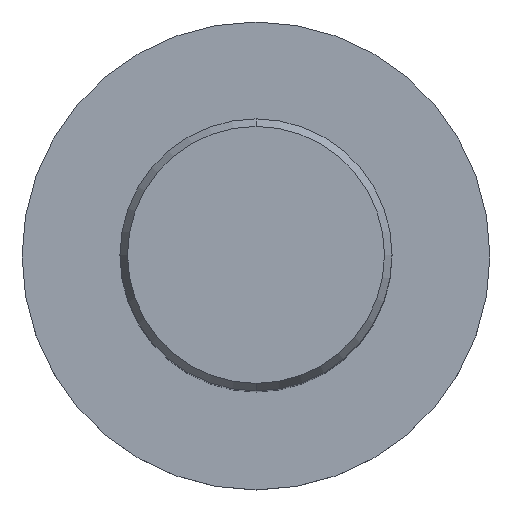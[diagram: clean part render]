
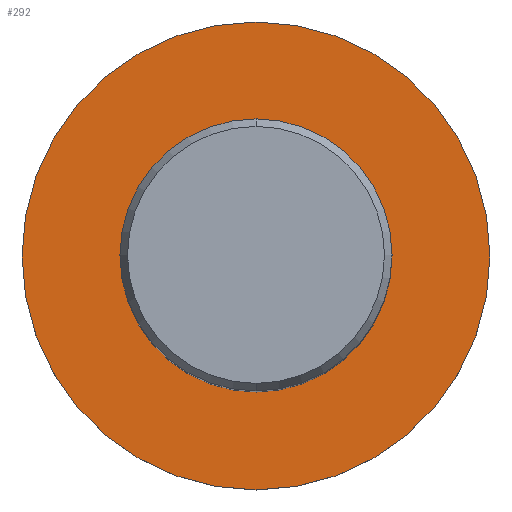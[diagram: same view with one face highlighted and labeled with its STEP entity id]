
A CAD part, top view. The second image highlights one B-rep face of the part: STEP entity #292.
In plain terms, the highlighted planar face has unit normal (0, 0, 1).
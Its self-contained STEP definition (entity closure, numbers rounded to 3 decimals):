
#196=VERTEX_POINT('',#529);
#212=EDGE_CURVE('',#260,#380,#548,.T.);
#260=VERTEX_POINT('',#606);
#292=ADVANCED_FACE('',(#639,#640),#641,.T.);
#314=VERTEX_POINT('',#665);
#328=EDGE_CURVE('',#380,#260,#680,.T.);
#380=VERTEX_POINT('',#736);
#458=EDGE_CURVE('',#196,#314,#820,.T.);
#492=EDGE_CURVE('',#314,#196,#856,.T.);
#529=CARTESIAN_POINT('',(0.0,12.5,-56.0));
#548=CIRCLE('',#938,21.5);
#606=CARTESIAN_POINT('',(0.0,21.5,-56.0));
#639=FACE_BOUND('',#1099,.T.);
#640=FACE_OUTER_BOUND('',#1100,.T.);
#641=PLANE('',#1101);
#665=CARTESIAN_POINT('',(0.,-12.5,-56.0));
#680=CIRCLE('',#1201,21.5);
#736=CARTESIAN_POINT('',(0.,-21.5,-56.0));
#820=CIRCLE('',#1497,12.5);
#856=CIRCLE('',#1559,12.5);
#938=AXIS2_PLACEMENT_3D('',#1608,#1609,#1610);
#1099=EDGE_LOOP('',(#1735,#1736));
#1100=EDGE_LOOP('',(#1737,#1738));
#1101=AXIS2_PLACEMENT_3D('',#1739,#1740,#1741);
#1201=AXIS2_PLACEMENT_3D('',#1780,#1781,#1782);
#1497=AXIS2_PLACEMENT_3D('',#1937,#1938,#1939);
#1559=AXIS2_PLACEMENT_3D('',#1969,#1970,#1971);
#1608=CARTESIAN_POINT('',(0.0,0.0,-56.0));
#1609=DIRECTION('',(0.0,0.0,-1.0));
#1610=DIRECTION('',(0.0,1.0,0.0));
#1735=ORIENTED_EDGE('',*,*,#458,.T.);
#1736=ORIENTED_EDGE('',*,*,#492,.T.);
#1737=ORIENTED_EDGE('',*,*,#212,.F.);
#1738=ORIENTED_EDGE('',*,*,#328,.F.);
#1739=CARTESIAN_POINT('',(0.0,10.75,-56.0));
#1740=DIRECTION('',(-0.0,0.0,1.0));
#1741=DIRECTION('',(0.0,-1.0,0.0));
#1780=CARTESIAN_POINT('',(0.0,0.0,-56.0));
#1781=DIRECTION('',(0.0,0.0,-1.0));
#1782=DIRECTION('',(0.0,1.0,0.0));
#1937=CARTESIAN_POINT('',(0.0,0.0,-56.0));
#1938=DIRECTION('',(-0.0,0.0,-1.0));
#1939=DIRECTION('',(0.0,1.0,0.0));
#1969=CARTESIAN_POINT('',(0.0,0.0,-56.0));
#1970=DIRECTION('',(-0.0,0.0,-1.0));
#1971=DIRECTION('',(0.0,1.0,0.0));
